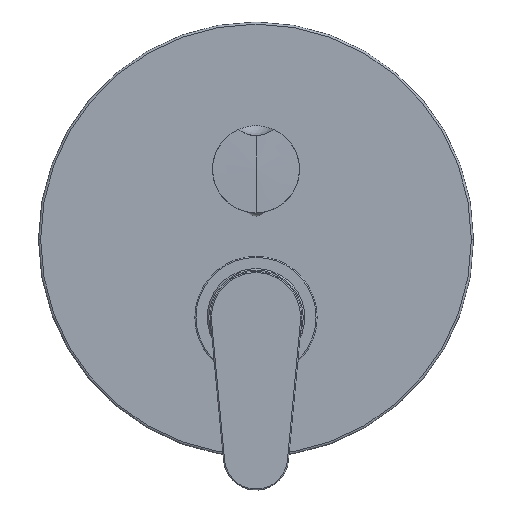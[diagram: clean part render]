
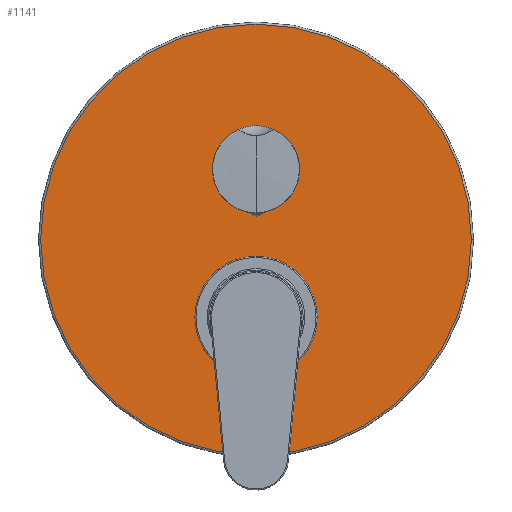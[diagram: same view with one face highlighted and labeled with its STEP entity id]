
A CAD part, top view. The second image highlights one B-rep face of the part: STEP entity #1141.
In plain terms, the highlighted planar face has unit normal (0, 0, 1).
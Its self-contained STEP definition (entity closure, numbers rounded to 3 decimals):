
#80=CARTESIAN_POINT('',(0.,35.8,54.));
#81=DIRECTION('',(0.,0.,1.));
#82=DIRECTION('',(1.,0.,0.));
#83=AXIS2_PLACEMENT_3D('',#80,#81,#82);
#85=CARTESIAN_POINT('',(0.,35.8,54.));
#86=DIRECTION('',(0.,0.,1.));
#87=DIRECTION('',(-1.,0.,0.));
#88=AXIS2_PLACEMENT_3D('',#85,#86,#87);
#90=CARTESIAN_POINT('',(0.,0.,54.));
#91=DIRECTION('',(0.,0.,-1.));
#92=DIRECTION('',(-1.,0.,0.));
#93=AXIS2_PLACEMENT_3D('',#90,#91,#92);
#95=CARTESIAN_POINT('',(0.,0.,54.));
#96=DIRECTION('',(0.,0.,-1.));
#97=DIRECTION('',(1.,0.,0.));
#98=AXIS2_PLACEMENT_3D('',#95,#96,#97);
#100=CARTESIAN_POINT('',(0.,68.,54.));
#101=DIRECTION('',(0.,0.,-1.));
#102=DIRECTION('',(-1.,0.,0.));
#103=AXIS2_PLACEMENT_3D('',#100,#101,#102);
#105=CARTESIAN_POINT('',(0.,68.,54.));
#106=DIRECTION('',(0.,0.,-1.));
#107=DIRECTION('',(1.,0.,0.));
#108=AXIS2_PLACEMENT_3D('',#105,#106,#107);
#932=CARTESIAN_POINT('',(99.,35.8,54.));
#933=CARTESIAN_POINT('',(-99.,35.8,54.));
#934=VERTEX_POINT('',#932);
#935=VERTEX_POINT('',#933);
#952=CARTESIAN_POINT('',(-27.6,0.,54.));
#953=CARTESIAN_POINT('',(27.6,0.,54.));
#954=VERTEX_POINT('',#952);
#955=VERTEX_POINT('',#953);
#968=CARTESIAN_POINT('',(-13.35,68.,54.));
#969=CARTESIAN_POINT('',(13.35,68.,54.));
#970=VERTEX_POINT('',#968);
#971=VERTEX_POINT('',#969);
#1119=CARTESIAN_POINT('',(0.,35.8,54.));
#1120=DIRECTION('',(0.,0.,-1.));
#1121=DIRECTION('',(-1.,0.,0.));
#1122=AXIS2_PLACEMENT_3D('',#1119,#1120,#1121);
#1123=PLANE('',#1122);
#1125=ORIENTED_EDGE('',*,*,#1124,.F.);
#1127=ORIENTED_EDGE('',*,*,#1126,.F.);
#1128=EDGE_LOOP('',(#1125,#1127));
#1129=FACE_OUTER_BOUND('',#1128,.F.);
#1131=ORIENTED_EDGE('',*,*,#1130,.F.);
#1132=ORIENTED_EDGE('',*,*,#1102,.F.);
#1133=EDGE_LOOP('',(#1131,#1132));
#1134=FACE_BOUND('',#1133,.F.);
#1136=ORIENTED_EDGE('',*,*,#1135,.F.);
#1138=ORIENTED_EDGE('',*,*,#1137,.F.);
#1139=EDGE_LOOP('',(#1136,#1138));
#1140=FACE_BOUND('',#1139,.F.);
#1141=ADVANCED_FACE('',(#1129,#1134,#1140),#1123,.F.);
#84=CIRCLE('',#83,99.);
#89=CIRCLE('',#88,99.);
#94=CIRCLE('',#93,27.6);
#99=CIRCLE('',#98,27.6);
#104=CIRCLE('',#103,13.35);
#109=CIRCLE('',#108,13.35);
#1102=EDGE_CURVE('',#955,#954,#99,.T.);
#1124=EDGE_CURVE('',#934,#935,#84,.T.);
#1126=EDGE_CURVE('',#935,#934,#89,.T.);
#1130=EDGE_CURVE('',#954,#955,#94,.T.);
#1135=EDGE_CURVE('',#970,#971,#104,.T.);
#1137=EDGE_CURVE('',#971,#970,#109,.T.);
